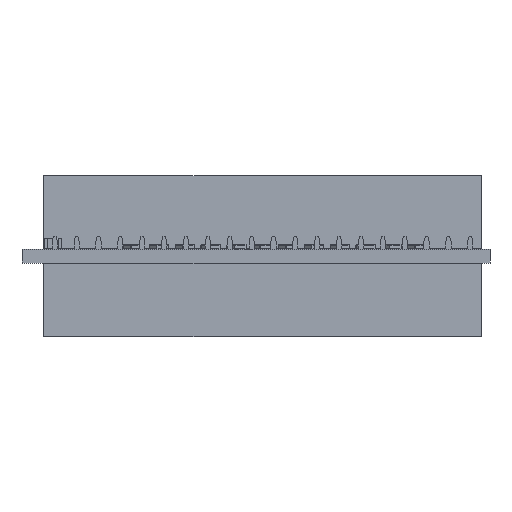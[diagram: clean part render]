
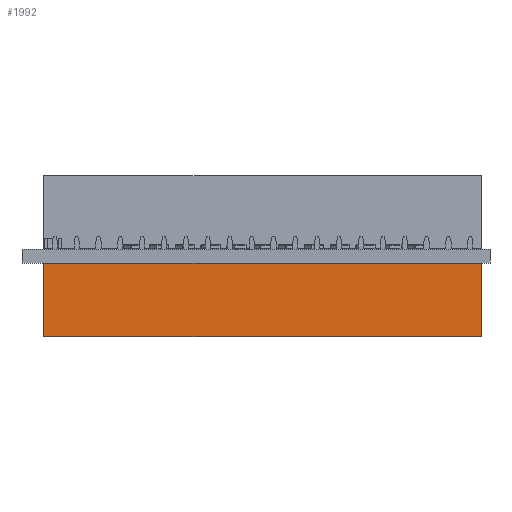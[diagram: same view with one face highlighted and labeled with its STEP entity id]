
A CAD part, left-side view. The second image highlights one B-rep face of the part: STEP entity #1992.
In plain terms, the highlighted face is planar.
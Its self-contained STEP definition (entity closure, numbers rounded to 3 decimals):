
#1992 = ADVANCED_FACE('',(#1993),#2027,.F.);
#1993 = FACE_BOUND('',#1994,.F.);
#1994 = EDGE_LOOP('',(#1995,#2005,#2013,#2021));
#1995 = ORIENTED_EDGE('',*,*,#1996,.T.);
#1996 = EDGE_CURVE('',#1997,#1999,#2001,.T.);
#1997 = VERTEX_POINT('',#1998);
#1998 = CARTESIAN_POINT('',(1.27,-49.53,0.));
#1999 = VERTEX_POINT('',#2000);
#2000 = CARTESIAN_POINT('',(1.27,-49.53,8.5));
#2001 = LINE('',#2002,#2003);
#2002 = CARTESIAN_POINT('',(1.27,-49.53,0.));
#2003 = VECTOR('',#2004,1.);
#2004 = DIRECTION('',(0.,0.,1.));
#2005 = ORIENTED_EDGE('',*,*,#2006,.T.);
#2006 = EDGE_CURVE('',#1999,#2007,#2009,.T.);
#2007 = VERTEX_POINT('',#2008);
#2008 = CARTESIAN_POINT('',(1.27,1.27,8.5));
#2009 = LINE('',#2010,#2011);
#2010 = CARTESIAN_POINT('',(1.27,-49.53,8.5));
#2011 = VECTOR('',#2012,1.);
#2012 = DIRECTION('',(0.,1.,0.));
#2013 = ORIENTED_EDGE('',*,*,#2014,.F.);
#2014 = EDGE_CURVE('',#2015,#2007,#2017,.T.);
#2015 = VERTEX_POINT('',#2016);
#2016 = CARTESIAN_POINT('',(1.27,1.27,0.));
#2017 = LINE('',#2018,#2019);
#2018 = CARTESIAN_POINT('',(1.27,1.27,0.));
#2019 = VECTOR('',#2020,1.);
#2020 = DIRECTION('',(0.,0.,1.));
#2021 = ORIENTED_EDGE('',*,*,#2022,.F.);
#2022 = EDGE_CURVE('',#1997,#2015,#2023,.T.);
#2023 = LINE('',#2024,#2025);
#2024 = CARTESIAN_POINT('',(1.27,-49.53,0.));
#2025 = VECTOR('',#2026,1.);
#2026 = DIRECTION('',(0.,1.,0.));
#2027 = PLANE('',#2028);
#2028 = AXIS2_PLACEMENT_3D('',#2029,#2030,#2031);
#2029 = CARTESIAN_POINT('',(1.27,-49.53,0.));
#2030 = DIRECTION('',(-1.,0.,0.));
#2031 = DIRECTION('',(0.,1.,0.));
